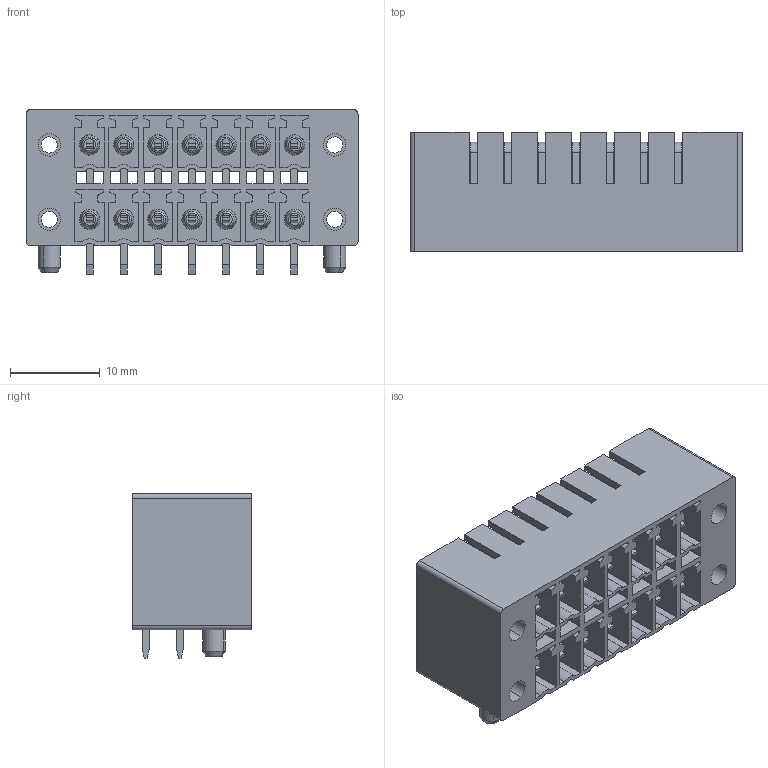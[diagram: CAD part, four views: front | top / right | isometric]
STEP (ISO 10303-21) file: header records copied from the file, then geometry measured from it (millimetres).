
FILE_DESCRIPTION(('CATIA V5 STEP Exchange','CAx-IF Rec.Pracs.--- Model Styling and Organization---1.2---2011-12-15'),'2;1');
FILE_NAME ('D1447536_0', '2018-10-01T04:41:02+00:00', ('none'), ('Weidmueller'), 'CATIA Version 5-6 Release 2014', 'CATIA V5 STEP AP214', 'none');
FILE_SCHEMA(('AUTOMOTIVE_DESIGN { 1 0 10303 214 1 1 1 1 }'));
Length unit declared in the file: millimetre
Products named in the file (1): 1041010000
Bounding box: 37.06 x 13.3 x 18.4 mm (x, y, z)
Volume: 3841.9 mm3; surface area: 7422.5 mm2
Topology: 17 solids, 17 shells, 995 faces, 2770 edges, 1834 vertices
Faces by surface type: plane 778, cylinder 129, torus 56, cone 32
Entity records: 28198 total; most frequent: ORIENTED_EDGE 5540, CARTESIAN_POINT 5087, DIRECTION 3489, EDGE_CURVE 2770, VECTOR 2340, LINE 2340, VERTEX_POINT 1834, EDGE_LOOP 1070
